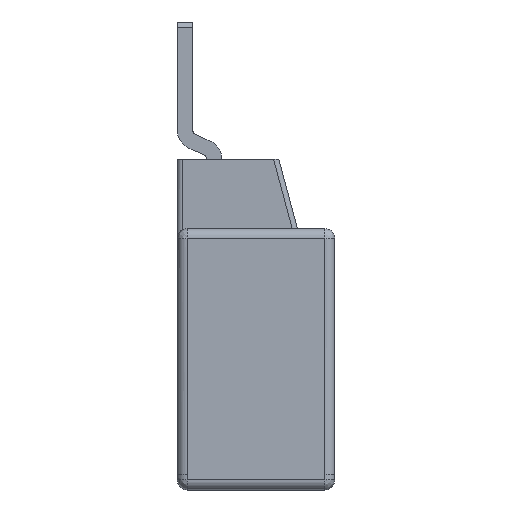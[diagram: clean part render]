
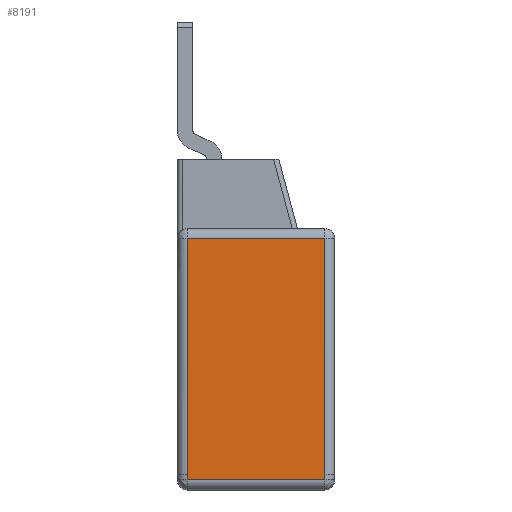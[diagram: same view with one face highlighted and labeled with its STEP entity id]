
A CAD part, left-side view. The second image highlights one B-rep face of the part: STEP entity #8191.
In plain terms, the highlighted planar face has unit normal (-1, 0, 0).
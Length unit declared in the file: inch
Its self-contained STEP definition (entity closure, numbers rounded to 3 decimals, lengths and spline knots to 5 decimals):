
#299 = VECTOR ( 'NONE', #22798, 39.37008 ) ;
#1949 = ORIENTED_EDGE ( 'NONE', *, *, #19464, .T. ) ;
#2041 = VECTOR ( 'NONE', #9573, 39.37008 ) ;
#2290 = VERTEX_POINT ( 'NONE', #15678 ) ;
#3215 = ORIENTED_EDGE ( 'NONE', *, *, #12755, .F. ) ;
#5031 = EDGE_CURVE ( 'NONE', #26126, #17737, #14638, .T. ) ;
#5251 = CARTESIAN_POINT ( 'NONE',  ( -1.22047, 0.68937, 0.91378 ) ) ;
#6006 = CARTESIAN_POINT ( 'NONE',  ( -1.22047, 0.68898, 0. ) ) ;
#6033 = VECTOR ( 'NONE', #24214, 39.37008 ) ;
#6281 = DIRECTION ( 'NONE',  ( 0., 0., 1. ) ) ;
#6282 = EDGE_CURVE ( 'NONE', #19716, #8955, #13353, .T. ) ;
#6785 = VERTEX_POINT ( 'NONE', #5251 ) ;
#7034 = ORIENTED_EDGE ( 'NONE', *, *, #23628, .F. ) ;
#7665 = VECTOR ( 'NONE', #6281, 39.37008 ) ;
#8191 = ADVANCED_FACE ( 'NONE', ( #11312 ), #28382, .T. ) ;
#8497 = DIRECTION ( 'NONE',  ( 0., -1., 0. ) ) ;
#8538 = DIRECTION ( 'NONE',  ( 0., 0., -1. ) ) ;
#8955 = VERTEX_POINT ( 'NONE', #15535 ) ;
#9573 = DIRECTION ( 'NONE',  ( 0., 0., 1. ) ) ;
#11189 = CARTESIAN_POINT ( 'NONE',  ( -1.22047, 0.68937, 0. ) ) ;
#11312 = FACE_OUTER_BOUND ( 'NONE', #22354, .T. ) ;
#11733 = CARTESIAN_POINT ( 'NONE',  ( -1.22047, 0.15709, 0. ) ) ;
#11917 = VECTOR ( 'NONE', #8497, 39.37008 ) ;
#12700 = VERTEX_POINT ( 'NONE', #23484 ) ;
#12755 = EDGE_CURVE ( 'NONE', #12700, #8955, #26473, .T. ) ;
#13037 = CARTESIAN_POINT ( 'NONE',  ( -1.22047, 0.68898, 0. ) ) ;
#13160 = ORIENTED_EDGE ( 'NONE', *, *, #5031, .T. ) ;
#13353 = LINE ( 'NONE', #23858, #11917 ) ;
#14454 = LINE ( 'NONE', #18484, #299 ) ;
#14638 = LINE ( 'NONE', #25832, #16942 ) ;
#15535 = CARTESIAN_POINT ( 'NONE',  ( -1.22047, 0.15748, -0.01969 ) ) ;
#15678 = CARTESIAN_POINT ( 'NONE',  ( -1.22047, 0.15709, 0.91378 ) ) ;
#16942 = VECTOR ( 'NONE', #17221, 39.37008 ) ;
#17221 = DIRECTION ( 'NONE',  ( 0., -1., 0. ) ) ;
#17737 = VERTEX_POINT ( 'NONE', #13037 ) ;
#18484 = CARTESIAN_POINT ( 'NONE',  ( -1.22047, 0.11811, 0.91378 ) ) ;
#18761 = EDGE_CURVE ( 'NONE', #26126, #6785, #19911, .T. ) ;
#19464 = EDGE_CURVE ( 'NONE', #12700, #2290, #26399, .T. ) ;
#19716 = VERTEX_POINT ( 'NONE', #21756 ) ;
#19780 = DIRECTION ( 'NONE',  ( -1., 0., 0. ) ) ;
#19911 = LINE ( 'NONE', #27096, #6033 ) ;
#21190 = EDGE_CURVE ( 'NONE', #2290, #6785, #14454, .T. ) ;
#21756 = CARTESIAN_POINT ( 'NONE',  ( -1.22047, 0.68898, -0.01969 ) ) ;
#22076 = DIRECTION ( 'NONE',  ( 0., 0., 1. ) ) ;
#22334 = ORIENTED_EDGE ( 'NONE', *, *, #21190, .T. ) ;
#22354 = EDGE_LOOP ( 'NONE', ( #1949, #22334, #23718, #13160, #7034, #22913, #3215 ) ) ;
#22798 = DIRECTION ( 'NONE',  ( 0., 1., 0. ) ) ;
#22913 = ORIENTED_EDGE ( 'NONE', *, *, #6282, .T. ) ;
#23212 = VECTOR ( 'NONE', #8538, 39.37008 ) ;
#23484 = CARTESIAN_POINT ( 'NONE',  ( -1.22047, 0.15728, 0. ) ) ;
#23628 = EDGE_CURVE ( 'NONE', #19716, #17737, #25675, .T. ) ;
#23718 = ORIENTED_EDGE ( 'NONE', *, *, #18761, .F. ) ;
#23858 = CARTESIAN_POINT ( 'NONE',  ( -1.22047, 0.11811, -0.01969 ) ) ;
#24081 = CARTESIAN_POINT ( 'NONE',  ( -1.22047, 0.11811, 0. ) ) ;
#24214 = DIRECTION ( 'NONE',  ( 0., 0., 1. ) ) ;
#24310 = CARTESIAN_POINT ( 'NONE',  ( -1.22047, 0.15748, 0. ) ) ;
#24897 = AXIS2_PLACEMENT_3D ( 'NONE', #24081, #19780, #22076 ) ;
#25675 = LINE ( 'NONE', #6006, #7665 ) ;
#25832 = CARTESIAN_POINT ( 'NONE',  ( -1.22047, 0.11811, 0. ) ) ;
#26126 = VERTEX_POINT ( 'NONE', #11189 ) ;
#26399 = LINE ( 'NONE', #11733, #2041 ) ;
#26473 = LINE ( 'NONE', #24310, #23212 ) ;
#27096 = CARTESIAN_POINT ( 'NONE',  ( -1.22047, 0.68937, 0. ) ) ;
#28382 = PLANE ( 'NONE',  #24897 ) ;
